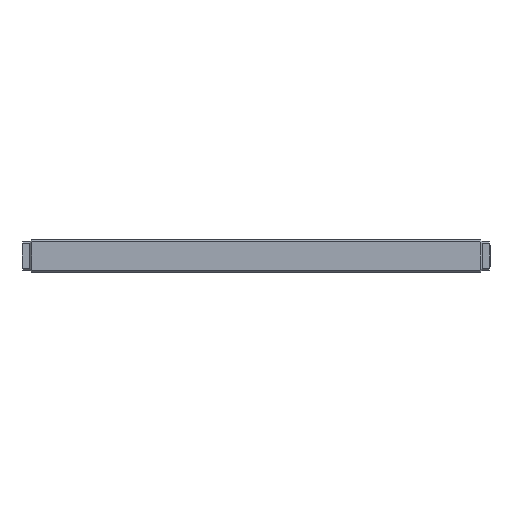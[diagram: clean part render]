
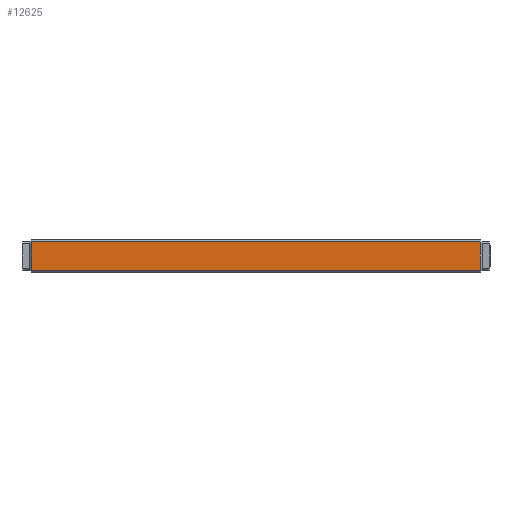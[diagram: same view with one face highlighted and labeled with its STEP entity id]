
A CAD part, front view. The second image highlights one B-rep face of the part: STEP entity #12625.
In plain terms, the highlighted planar face has unit normal (0, -1, 0).
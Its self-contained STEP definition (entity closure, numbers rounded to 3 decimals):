
#10202=FACE_OUTER_BOUND('',#22224,.T.);
#12625=ADVANCED_FACE('',(#10202),#15751,.T.);
#15751=PLANE('',#63535);
#22224=EDGE_LOOP('',(#26575,#26576,#26577,#26578,#26579,#26580,#26581,#26582));
#26575=ORIENTED_EDGE('',*,*,#47323,.T.);
#26576=ORIENTED_EDGE('',*,*,#47324,.F.);
#26577=ORIENTED_EDGE('',*,*,#47325,.T.);
#26578=ORIENTED_EDGE('',*,*,#47326,.T.);
#26579=ORIENTED_EDGE('',*,*,#47327,.T.);
#26580=ORIENTED_EDGE('',*,*,#47328,.F.);
#26581=ORIENTED_EDGE('',*,*,#47329,.T.);
#26582=ORIENTED_EDGE('',*,*,#47330,.T.);
#41991=VERTEX_POINT('',#84250);
#41992=VERTEX_POINT('',#84251);
#41993=VERTEX_POINT('',#84253);
#41994=VERTEX_POINT('',#84255);
#41995=VERTEX_POINT('',#84257);
#41996=VERTEX_POINT('',#84259);
#41997=VERTEX_POINT('',#84261);
#41998=VERTEX_POINT('',#84263);
#47323=EDGE_CURVE('',#41991,#41992,#54944,.T.);
#47324=EDGE_CURVE('',#41993,#41992,#54945,.T.);
#47325=EDGE_CURVE('',#41993,#41994,#54946,.T.);
#47326=EDGE_CURVE('',#41994,#41995,#54947,.T.);
#47327=EDGE_CURVE('',#41995,#41996,#54948,.T.);
#47328=EDGE_CURVE('',#41997,#41996,#54949,.T.);
#47329=EDGE_CURVE('',#41997,#41998,#54950,.T.);
#47330=EDGE_CURVE('',#41998,#41991,#54951,.T.);
#54944=LINE('',#84249,#59328);
#54945=LINE('',#84252,#59329);
#54946=LINE('',#84254,#59330);
#54947=LINE('',#84256,#59331);
#54948=LINE('',#84258,#59332);
#54949=LINE('',#84260,#59333);
#54950=LINE('',#84262,#59334);
#54951=LINE('',#84264,#59335);
#59328=VECTOR('',#68915,1.);
#59329=VECTOR('',#68916,1.);
#59330=VECTOR('',#68917,1.);
#59331=VECTOR('',#68918,1.);
#59332=VECTOR('',#68919,1.);
#59333=VECTOR('',#68920,1.);
#59334=VECTOR('',#68921,1.);
#59335=VECTOR('',#68922,1.);
#63535=AXIS2_PLACEMENT_3D('',#84265,#68923,#68924);
#68915=DIRECTION('',(-1.,0.,0.));
#68916=DIRECTION('',(0.577,0.,0.816));
#68917=DIRECTION('',(0.,0.,-1.));
#68918=DIRECTION('',(0.577,0.,-0.816));
#68919=DIRECTION('',(1.,0.,0.));
#68920=DIRECTION('',(-0.577,0.,-0.816));
#68921=DIRECTION('',(0.,0.,1.));
#68922=DIRECTION('',(-0.577,0.,0.816));
#68923=DIRECTION('',(0.,-1.,0.));
#68924=DIRECTION('',(1.,0.,0.));
#84249=CARTESIAN_POINT('',(-62.5,-4.5,4.));
#84250=CARTESIAN_POINT('',(61.8,-4.5,4.));
#84251=CARTESIAN_POINT('',(-61.8,-4.5,4.));
#84252=CARTESIAN_POINT('',(-62.082,-4.5,3.601));
#84253=CARTESIAN_POINT('',(-62.,-4.5,3.717));
#84254=CARTESIAN_POINT('',(-62.,-4.5,-4.));
#84255=CARTESIAN_POINT('',(-62.,-4.5,-3.717));
#84256=CARTESIAN_POINT('',(-66.04,-4.5,1.997));
#84257=CARTESIAN_POINT('',(-61.8,-4.5,-4.));
#84258=CARTESIAN_POINT('',(-62.5,-4.5,-4.));
#84259=CARTESIAN_POINT('',(61.8,-4.5,-4.));
#84260=CARTESIAN_POINT('',(62.082,-4.5,-3.601));
#84261=CARTESIAN_POINT('',(62.,-4.5,-3.717));
#84262=CARTESIAN_POINT('',(62.,-4.5,4.5));
#84263=CARTESIAN_POINT('',(62.,-4.5,3.717));
#84264=CARTESIAN_POINT('',(20.131,-4.5,62.929));
#84265=CARTESIAN_POINT('',(-62.5,-4.5,4.5));
